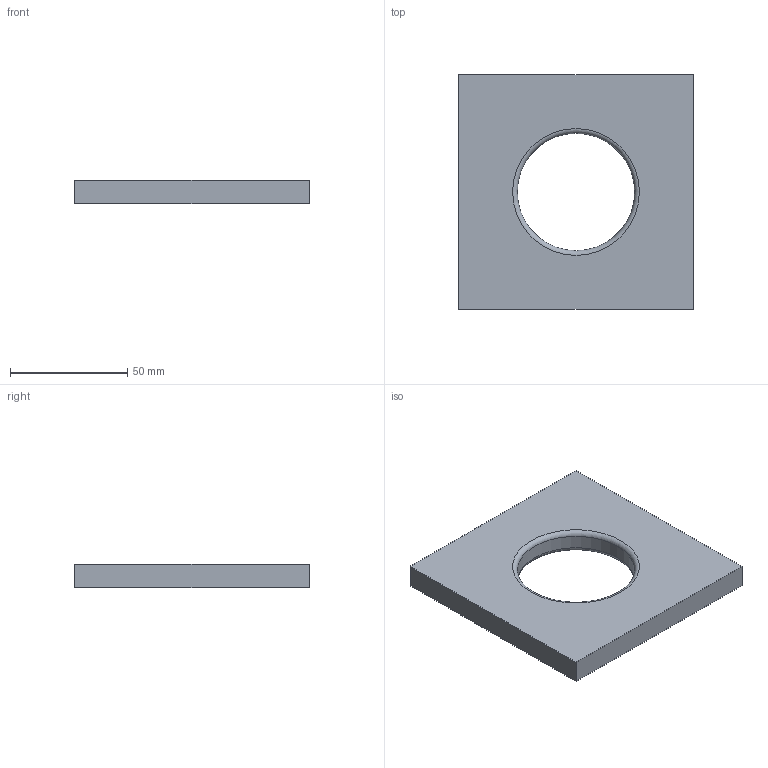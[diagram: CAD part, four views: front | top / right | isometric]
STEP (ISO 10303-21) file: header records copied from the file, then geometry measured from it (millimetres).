
FILE_DESCRIPTION(('FreeCAD Model'),'2;1');
FILE_NAME('Open CASCADE Shape Model','2024-02-03T18:50:34',(''),(''), 'Open CASCADE STEP processor 7.7','FreeCAD','Unknown');
FILE_SCHEMA(('AUTOMOTIVE_DESIGN { 1 0 10303 214 1 1 1 1 }'));
Length unit declared in the file: millimetre
Products named in the file (1): Body
Bounding box: 100 x 100 x 10 mm (x, y, z)
Volume: 80090.6 mm3; surface area: 21377.7 mm2
Topology: 1 solids, 1 shells, 9 faces, 19 edges, 12 vertices
Faces by surface type: plane 6, torus 2, cylinder 1
Full cylindrical faces by diameter (mm): 50 x1
Entity records: 269 total; most frequent: DIRECTION 45, CARTESIAN_POINT 41, ORIENTED_EDGE 38, EDGE_CURVE 19, AXIS2_PLACEMENT_3D 16, LINE 13, VECTOR 13, VERTEX_POINT 12
